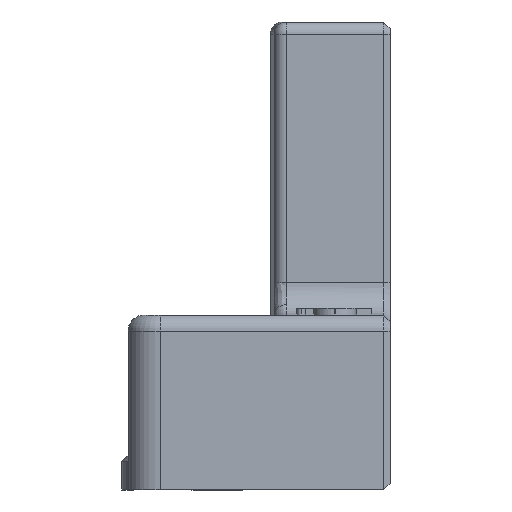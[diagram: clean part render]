
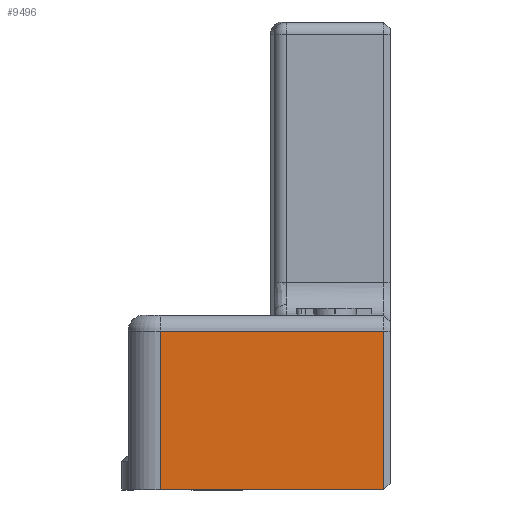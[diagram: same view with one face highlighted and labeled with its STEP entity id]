
A CAD part, front view. The second image highlights one B-rep face of the part: STEP entity #9496.
In plain terms, the highlighted face is planar.
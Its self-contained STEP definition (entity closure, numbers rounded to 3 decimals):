
#754 = FACE_OUTER_BOUND ( 'NONE', #5095, .T. ) ;
#1255 = CARTESIAN_POINT ( 'NONE',  ( 7., 99.75, -588.526 ) ) ;
#1894 = EDGE_CURVE ( 'NONE', #11526, #14470, #14761, .T. ) ;
#1917 = CARTESIAN_POINT ( 'NONE',  ( 7., 99.75, -14.1 ) ) ;
#1928 = DIRECTION ( 'NONE',  ( 0., -1., 0. ) ) ;
#2354 = VERTEX_POINT ( 'NONE', #11699 ) ;
#3032 = DIRECTION ( 'NONE',  ( 0., 0., -1. ) ) ;
#3156 = AXIS2_PLACEMENT_3D ( 'NONE', #3401, #1928, #7144 ) ;
#3401 = CARTESIAN_POINT ( 'NONE',  ( 8., 99.75, -588.526 ) ) ;
#3993 = DIRECTION ( 'NONE',  ( 0., 0., 1. ) ) ;
#4734 = CARTESIAN_POINT ( 'NONE',  ( 8., 99.75, -14.1 ) ) ;
#5095 = EDGE_LOOP ( 'NONE', ( #12498, #8072, #7441, #12648 ) ) ;
#6052 = CARTESIAN_POINT ( 'NONE',  ( 8., 99.75, -0.4 ) ) ;
#6214 = DIRECTION ( 'NONE',  ( -1., 0., 0. ) ) ;
#6629 = VECTOR ( 'NONE', #3032, 1000. ) ;
#7066 = PLANE ( 'NONE',  #3156 ) ;
#7114 = EDGE_CURVE ( 'NONE', #16127, #11526, #15360, .T. ) ;
#7144 = DIRECTION ( 'NONE',  ( -1., 0., 0. ) ) ;
#7441 = ORIENTED_EDGE ( 'NONE', *, *, #10771, .F. ) ;
#8072 = ORIENTED_EDGE ( 'NONE', *, *, #10181, .T. ) ;
#8208 = CARTESIAN_POINT ( 'NONE',  ( 7., 99.75, -0.4 ) ) ;
#9496 = ADVANCED_FACE ( 'NONE', ( #754 ), #7066, .F. ) ;
#9502 = CARTESIAN_POINT ( 'NONE',  ( -2.75, 99.75, -588.526 ) ) ;
#9574 = LINE ( 'NONE', #9502, #6629 ) ;
#10181 = EDGE_CURVE ( 'NONE', #16127, #2354, #16113, .T. ) ;
#10771 = EDGE_CURVE ( 'NONE', #14470, #2354, #9574, .T. ) ;
#11526 = VERTEX_POINT ( 'NONE', #8208 ) ;
#11560 = VECTOR ( 'NONE', #3993, 1000. ) ;
#11631 = CARTESIAN_POINT ( 'NONE',  ( -2.75, 99.75, -0.4 ) ) ;
#11699 = CARTESIAN_POINT ( 'NONE',  ( -2.75, 99.75, -14.1 ) ) ;
#12498 = ORIENTED_EDGE ( 'NONE', *, *, #7114, .F. ) ;
#12573 = VECTOR ( 'NONE', #6214, 1000. ) ;
#12648 = ORIENTED_EDGE ( 'NONE', *, *, #1894, .F. ) ;
#14470 = VERTEX_POINT ( 'NONE', #11631 ) ;
#14761 = LINE ( 'NONE', #6052, #12573 ) ;
#14870 = DIRECTION ( 'NONE',  ( -1., 0., 0. ) ) ;
#15360 = LINE ( 'NONE', #1255, #11560 ) ;
#16113 = LINE ( 'NONE', #4734, #16117 ) ;
#16117 = VECTOR ( 'NONE', #14870, 1000. ) ;
#16127 = VERTEX_POINT ( 'NONE', #1917 ) ;
